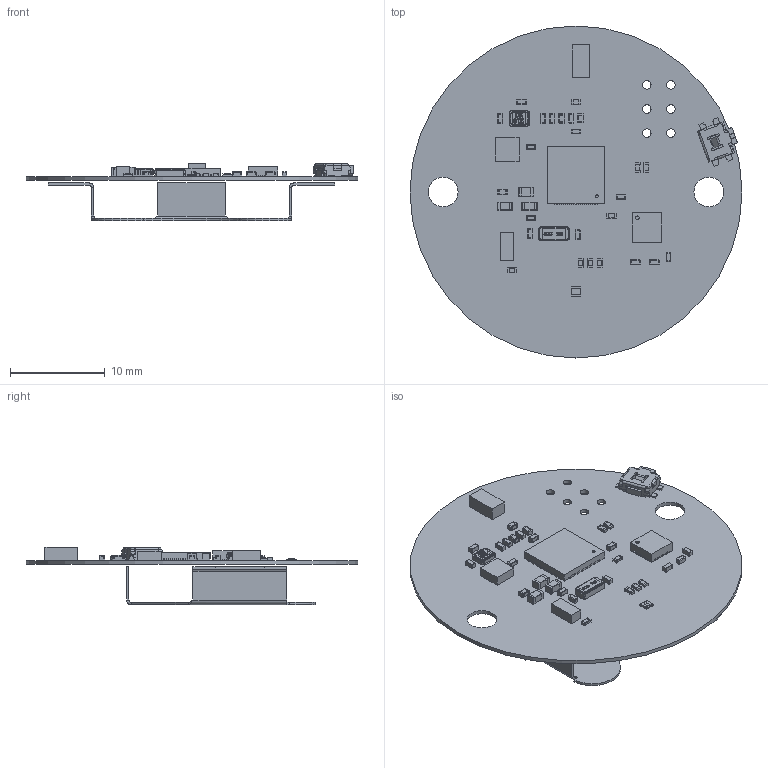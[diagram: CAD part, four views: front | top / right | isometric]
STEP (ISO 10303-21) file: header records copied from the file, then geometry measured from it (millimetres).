
FILE_DESCRIPTION(('Open CASCADE Model'),'2;1');
FILE_NAME('Open CASCADE Shape Model','2018-07-07T12:32:57',('Author'),( 'Open CASCADE'),'Open CASCADE STEP processor 6.8','Open CASCADE 6.8' ,'Unknown');
FILE_SCHEMA(('AUTOMOTIVE_DESIGN { 1 0 10303 214 1 1 1 1 }'));
Length unit declared in the file: millimetre
Products named in the file (89): PCB; BoardBeacon; B1Beacon; KZH20_SMD; X2Beacon; 2016; 5895986944; Extruded; X1Beacon; User_Library-Siward_SX3215; 5895986752; U3Beacon; 5895987136; U2Beacon; 5795783744; Open_CASCADE_STEP_translator_6.8_17.1; Body; Open_CASCADE_STEP_translator_6.8_17.2.1; Thermal_Shape; Pin_Shape; Open_CASCADE_STEP_translator_6.8_17.4.1; U1Beacon; User_Library-QFN48; SW1Beacon; User_Library-EVQP7-JA-01P; R7Beacon; User_Library-res0402-1; R6Beacon; R5Beacon; R4Beacon; R3Beacon; R2Beacon; R1Beacon; Q1Beacon; 5895986560; LD1Beacon; 5895986368; 5895986176; 5895985984; 5895985792 ...
Assembly tree (134 placements, depth 5):
  PCB
    BoardBeacon
    B1Beacon
      KZH20_SMD
    X2Beacon
      2016
      5895986944
        Extruded
    X1Beacon
      User_Library-Siward_SX3215
      5895986752
        Extruded
    U3Beacon
      5895987136
        Extruded
    U2Beacon
      5795783744
        Open_CASCADE_STEP_translator_6.8_17.1
        Body
          Open_CASCADE_STEP_translator_6.8_17.2.1
        Thermal_Shape
        Pin_Shape  x24
          Open_CASCADE_STEP_translator_6.8_17.4.1
    U1Beacon
      User_Library-QFN48
    SW1Beacon
      User_Library-EVQP7-JA-01P
    R7Beacon
      User_Library-res0402-1
    R6Beacon
      User_Library-res0402-1
    R5Beacon
      User_Library-res0402-1
    R4Beacon
      User_Library-res0402-1
    R3Beacon
      User_Library-res0402-1
    R2Beacon
      User_Library-res0402-1
    R1Beacon
      User_Library-res0402-1
    Q1Beacon
      5895986560
        Extruded
    LD1Beacon
      5895986368
        Extruded
      5895986176
        Extruded
      5895985984
        Extruded
      5895985792
        Extruded
      5895985600
        Extruded
      5895985408
        Extruded
      5895985216
        Extruded
      5895985024
Bounding box: 35 x 35 x 6.06 mm (x, y, z)
Volume: 582.2 mm3; surface area: 3327.7 mm2
Topology: 113 solids, 115 shells, 3750 faces, 9408 edges, 5832 vertices
Faces by surface type: plane 2239, bspline 813, cylinder 618, sphere 56, torus 24
Full cylindrical faces by diameter (mm): 0.388 x1, 0.9 x6, 2.4 x2, 3.125 x2, 35.004 x1
Entity records: 63052 total; most frequent: CARTESIAN_POINT 17007, ORIENTED_EDGE 7681, DIRECTION 6901, EDGE_CURVE 3875, LINE 2989, VECTOR 2989, VERTEX_POINT 2498, AXIS2_PLACEMENT_3D 1956
